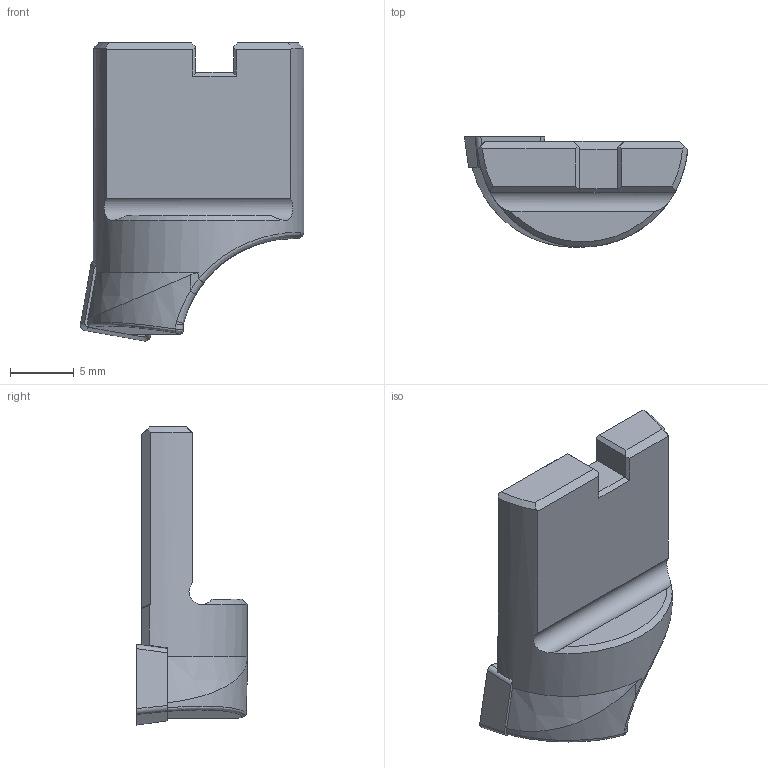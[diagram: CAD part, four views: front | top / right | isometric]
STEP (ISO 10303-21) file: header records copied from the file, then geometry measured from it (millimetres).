
FILE_DESCRIPTION(/* description */ (''),/* implementation_level */ '2;1');
FILE_NAME(/* name */ 'A75000SC0580.stp',/* time_stamp */ '2017-10-23T09:38:35+05:00',/* author */ (''),/* organization */ (''),/* preprocessor_version */ 'ST-DEVELOPER v16',/* originating_system */ 'SIEMENS PLM Software NX 11.0',/* authorisation */ '');
FILE_SCHEMA (('AUTOMOTIVE_DESIGN { 1 0 10303 214 3 1 1 1 }'));
Length unit declared in the file: millimetre
Products named in the file (1): A75000SC0580
Bounding box: 17.47 x 8.63 x 23.33 mm (x, y, z)
Volume: 1464.1 mm3; surface area: 1094.6 mm2
Topology: 2 solids, 2 shells, 66 faces, 179 edges, 117 vertices
Faces by surface type: plane 40, cylinder 12, bspline 6, cone 6, torus 2
Entity records: 2992 total; most frequent: CARTESIAN_POINT 1327, ORIENTED_EDGE 358, DIRECTION 304, EDGE_CURVE 179, VERTEX_POINT 117, LINE 108, VECTOR 108, AXIS2_PLACEMENT_3D 98
